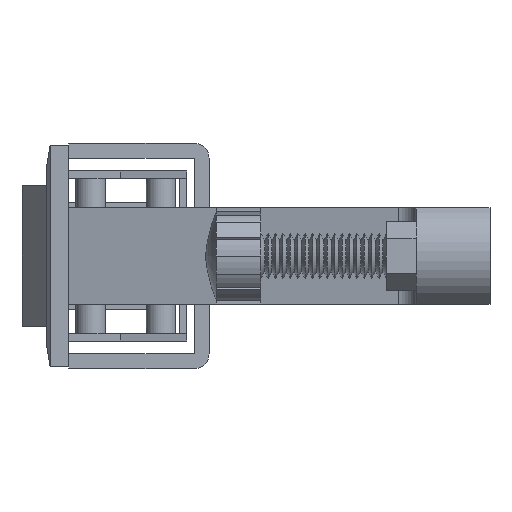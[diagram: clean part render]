
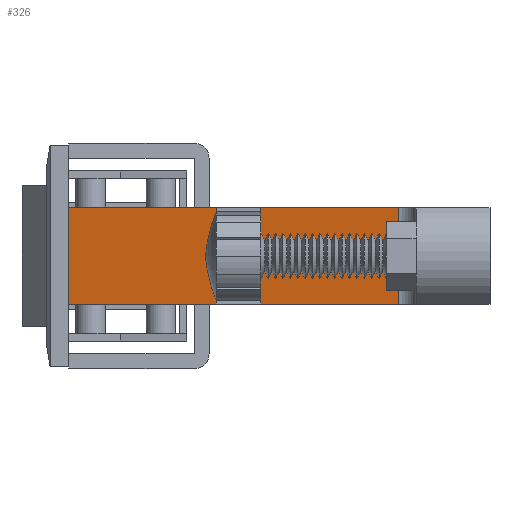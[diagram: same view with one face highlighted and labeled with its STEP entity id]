
A CAD part, left-side view. The second image highlights one B-rep face of the part: STEP entity #326.
In plain terms, the highlighted planar face has unit normal (-0.98, 0.198, 0).
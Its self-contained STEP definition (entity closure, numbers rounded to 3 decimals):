
#326 = ADVANCED_FACE( '', ( #832 ), #833, .F. );
#832 = FACE_OUTER_BOUND( '', #1575, .T. );
#833 = PLANE( '', #1576 );
#1575 = EDGE_LOOP( '', ( #2498, #2499, #2500, #2501 ) );
#1576 = AXIS2_PLACEMENT_3D( '', #2502, #2503, #2504 );
#2498 = ORIENTED_EDGE( '', *, *, #4165, .T. );
#2499 = ORIENTED_EDGE( '', *, *, #4166, .F. );
#2500 = ORIENTED_EDGE( '', *, *, #4167, .F. );
#2501 = ORIENTED_EDGE( '', *, *, #4168, .T. );
#2502 = CARTESIAN_POINT( '', ( -33.245, 0., 6.5 ) );
#2503 = DIRECTION( '', ( 0.98, -0.198, 0. ) );
#2504 = DIRECTION( '', ( 0.198, 0.98, 0. ) );
#4165 = EDGE_CURVE( '', #5013, #5014, #5015, .T. );
#4166 = EDGE_CURVE( '', #5016, #5014, #5017, .T. );
#4167 = EDGE_CURVE( '', #5018, #5016, #5019, .T. );
#4168 = EDGE_CURVE( '', #5018, #5013, #5020, .T. );
#5013 = VERTEX_POINT( '', #6768 );
#5014 = VERTEX_POINT( '', #6769 );
#5015 = LINE( '', #6770, #6771 );
#5016 = VERTEX_POINT( '', #6772 );
#5017 = LINE( '', #6773, #6774 );
#5018 = VERTEX_POINT( '', #6775 );
#5019 = LINE( '', #6776, #6777 );
#5020 = LINE( '', #6778, #6779 );
#6768 = CARTESIAN_POINT( '', ( -33.245, 0., -6.5 ) );
#6769 = CARTESIAN_POINT( '', ( -42.259, -44.594, -6.5 ) );
#6770 = CARTESIAN_POINT( '', ( -33.245, 0., -6.5 ) );
#6771 = VECTOR( '', #8431, 1000. );
#6772 = CARTESIAN_POINT( '', ( -42.259, -44.594, 6.5 ) );
#6773 = CARTESIAN_POINT( '', ( -42.259, -44.594, 6.5 ) );
#6774 = VECTOR( '', #8432, 1000. );
#6775 = CARTESIAN_POINT( '', ( -33.245, 0., 6.5 ) );
#6776 = CARTESIAN_POINT( '', ( -33.245, 0., 6.5 ) );
#6777 = VECTOR( '', #8433, 1000. );
#6778 = CARTESIAN_POINT( '', ( -33.245, 0., 6.5 ) );
#6779 = VECTOR( '', #8434, 1000. );
#8431 = DIRECTION( '', ( -0.198, -0.98, 0. ) );
#8432 = DIRECTION( '', ( 0., 0., -1. ) );
#8433 = DIRECTION( '', ( -0.198, -0.98, 0. ) );
#8434 = DIRECTION( '', ( 0., 0., -1. ) );
